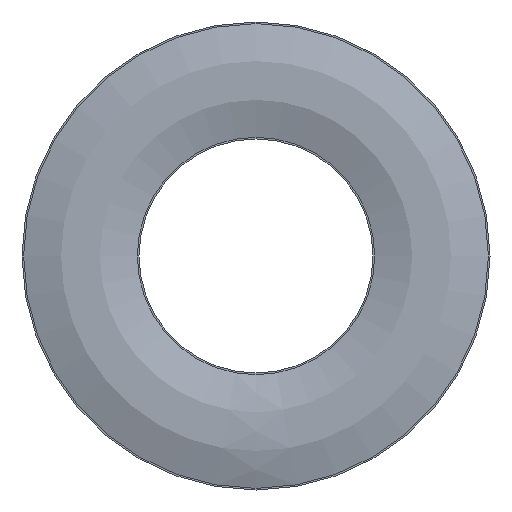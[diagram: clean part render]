
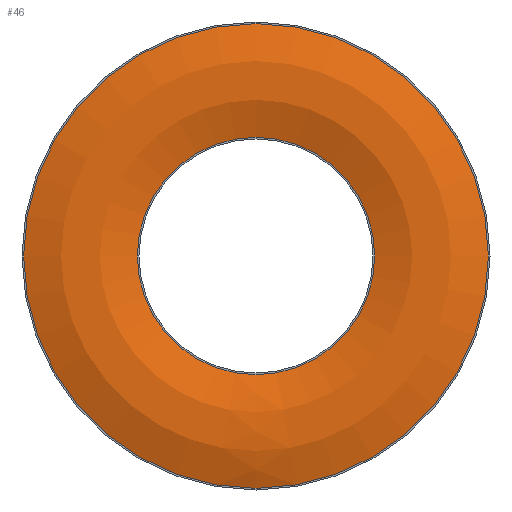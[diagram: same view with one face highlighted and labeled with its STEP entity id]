
A CAD part, front view. The second image highlights one B-rep face of the part: STEP entity #46.
In plain terms, the highlighted toroidal (fillet/blend) face has major radius 7.5 mm and minor radius 6.155 mm.
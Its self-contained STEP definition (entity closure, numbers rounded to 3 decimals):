
#46 = ADVANCED_FACE( '', ( #93, #94 ), #95, .T. );
#93 = FACE_OUTER_BOUND( '', #132, .T. );
#94 = FACE_OUTER_BOUND( '', #133, .T. );
#95 = TOROIDAL_SURFACE( '', #134, 7.5, 6.155 );
#132 = EDGE_LOOP( '', ( #179 ) );
#133 = EDGE_LOOP( '', ( #180 ) );
#134 = AXIS2_PLACEMENT_3D( '', #181, #182, #183 );
#179 = ORIENTED_EDGE( '', *, *, #191, .F. );
#180 = ORIENTED_EDGE( '', *, *, #193, .T. );
#181 = CARTESIAN_POINT( '', ( 0., 1.155, 0. ) );
#182 = DIRECTION( '', ( 0., -1., 0. ) );
#183 = DIRECTION( '', ( 0., 0., -1. ) );
#191 = EDGE_CURVE( '', #211, #211, #212, .T. );
#193 = EDGE_CURVE( '', #214, #214, #215, .T. );
#211 = VERTEX_POINT( '', #235 );
#212 = CIRCLE( '', #236, 5.07 );
#214 = VERTEX_POINT( '', #238 );
#215 = CIRCLE( '', #239, 9.93 );
#235 = CARTESIAN_POINT( '', ( 0., -4.5, -5.07 ) );
#236 = AXIS2_PLACEMENT_3D( '', #260, #261, #262 );
#238 = CARTESIAN_POINT( '', ( 0., -4.5, -9.93 ) );
#239 = AXIS2_PLACEMENT_3D( '', #263, #264, #265 );
#260 = CARTESIAN_POINT( '', ( 0., -4.5, 0. ) );
#261 = DIRECTION( '', ( 0., -1., 0. ) );
#262 = DIRECTION( '', ( 0., 0., -1. ) );
#263 = CARTESIAN_POINT( '', ( 0., -4.5, 0. ) );
#264 = DIRECTION( '', ( 0., -1., 0. ) );
#265 = DIRECTION( '', ( 0., 0., -1. ) );
